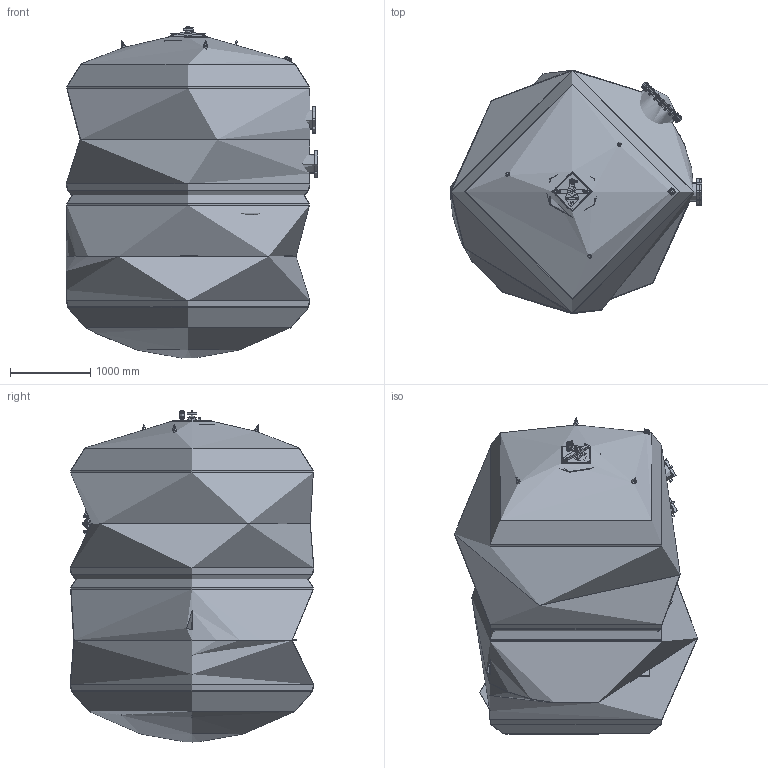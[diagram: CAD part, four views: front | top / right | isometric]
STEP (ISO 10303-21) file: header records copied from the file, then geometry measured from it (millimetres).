
FILE_DESCRIPTION( ( '' ), '1' );
FILE_NAME( '170912 HCFF1182252WVA (VFSCN230022H).stp', '2017-09-18T09:47:04', ( 'Fiberpool Internacional' ), ( 'Fiberpool Internacional' ), 'PSStep 14.0', 'SolidEdgeST3', ' ' );
FILE_SCHEMA( ( 'AUTOMOTIVE_DESIGN { 1 0 10303 214 1 1 1 1 }' ) );
Length unit declared in the file: millimetre
Products named in the file (58): Cancamo de elevación-oa12; Desaigua filtre industrial 1pols-oa8; TAPON NETVITC Ø 90 C-B (CON TORNILLERIA INOX 316); Brida Netvitc System Ø90; Boca Lateral Ø500; Cancamo de elevación-oa11; Manòmetre filtro industrial 2011 -oa9; filtre 3000 FB HAYW BOCA 500 170705-oa13; Assem1; Base tapa ovalada filtro 2,5 BARS-oa4; Válvula de bola 32-1pols; Manòmetre  ; Sortida Descarga arena Ø90 2010 2350-3000-oa1; Junta Netvitc System Ø90 EPDM con anillo acero A-4; Tapa oval filtro industrial completa 2,5 BARS-oa7; Junta Netvitc System Ø90 EPDM; Anillo Acero A-4 Netvitc System Ø90; ½ Brida Netvitc System Ø90; Screw_DIN_912_M8x40_v8.00; Nut_DIN_934_M8_v8.00; Volante filtro-oa5; cos manòmetre filtre industrial; fons manòmetre; agulla manòmetre; vidre manòmetre; cos válvula 32-1pols; manguito valvula bola 32-1pols; femella valvula 32-1pols; maneta válvula 32-1pols; Varilla Roscada M-14x165mm Inox 304; TUERCA SUPERIOR SUJ_JUNTA TAP_OV; Base tapa ovalada filtro 2,5 BAR Act-oa3; Tapon Netvitc System Ø90; Portabrida Netvitc System Ø90 PVC; ; Bolt_DIN_580_M24_v8.00; Nut_DIN_934_M24_v8.00; Screw_DIN_933_M16x80_v8.00; Cos boca Ø500; Junta torica 14,00 ø540 ...
Bounding box: 3127.1 x 3030 x 4128.23 mm (x, y, z)
Volume: 830697043 mm3; surface area: 225561706.3 mm2
Topology: 471 solids, 471 shells, 8341 faces, 20158 edges, 13279 vertices
Faces by surface type: plane 4847, cylinder 2088, cone 921, bspline 240, torus 203, sphere 26, offset 10, extrusion 6
Full cylindrical faces by diameter (mm): 4 x48, 6 x45, 6.466 x11, 6.647 x11, 8 x30, 11.835 x5, 12 x5, 13 x19, 13.546 x61, 14 x88, 14.5 x5, 15.5 x4, 16 x247, 19.6 x9, 20 x9, 20.752 x7, 21 x4, 22 x184, 22.49 x61, 23.5 x8, 24 x18, 25 x15, 26 x16, 28 x3, 29 x5, 29.605 x8, 30 x121, 32 x15, 33 x7, 35.5 x11
Entity records: 68267 total; most frequent: CARTESIAN_POINT 39939, DIRECTION 4417, ORIENTED_EDGE 3710, EDGE_CURVE 1855, AXIS2_PLACEMENT_3D 1730, EDGE_LOOP 1410, VERTEX_POINT 1347, FACE_OUTER_BOUND 1119
